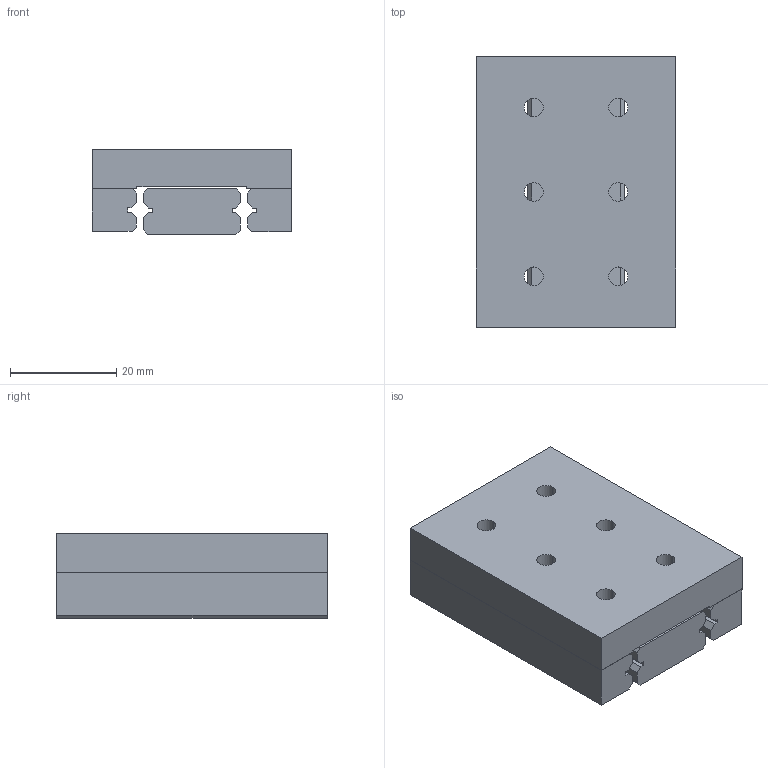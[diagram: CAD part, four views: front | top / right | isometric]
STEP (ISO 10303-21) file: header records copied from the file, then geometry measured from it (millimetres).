
FILE_DESCRIPTION((''),'2;1');
FILE_NAME('LP15-2-1.stp','2003-11-08T18:09:22',('Raul'),(''),'Autodesk Inventor (tm) 5.3','Autodesk Inventor (tm) 5.3','');
FILE_SCHEMA(('CONFIG_CONTROL_DESIGN'));
Length unit declared in the file: inch
Products named in the file (5): LP15-2-1; LP15-2-1 TOP-PLATE; LP15-2-1 BASE; LP15-2-1 RAIL-A; LP15-2-1 RAIL-B
Assembly tree (4 placements, depth 2):
  LP15-2-1
    LP15-2-1 TOP-PLATE
    LP15-2-1 BASE
    LP15-2-1 RAIL-A
    LP15-2-1 RAIL-B
Bounding box: 37.45 x 50.8 x 15.93 mm (x, y, z)
Volume: 26828 mm3; surface area: 12655.1 mm2
Topology: 4 solids, 4 shells, 86 faces, 228 edges, 152 vertices
Faces by surface type: plane 60, bspline 26
Entity records: 3653 total; most frequent: CARTESIAN_POINT 889, ORIENTED_EDGE 456, DIRECTION 414, EDGE_CURVE 228, VECTOR 180, LINE 180, VERTEX_POINT 152, AXIS2_PLACEMENT_3D 117
